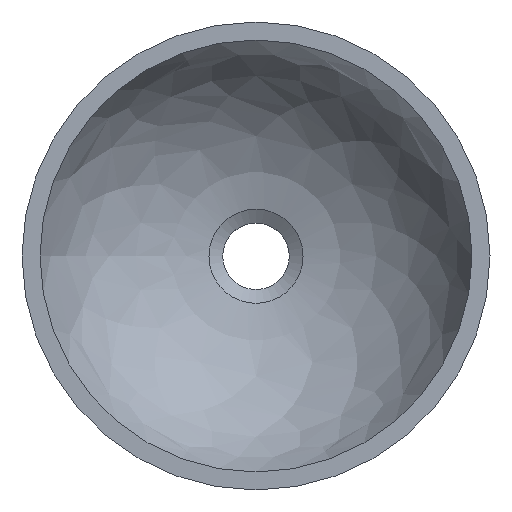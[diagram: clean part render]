
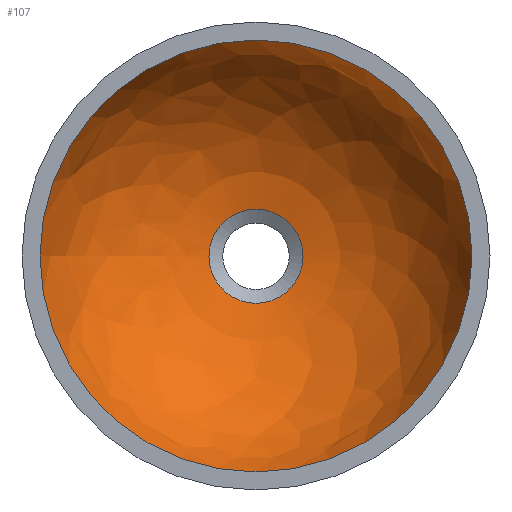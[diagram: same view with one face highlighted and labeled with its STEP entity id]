
A CAD part, top view. The second image highlights one B-rep face of the part: STEP entity #107.
In plain terms, the highlighted free-form (B-spline) face has degree [3, 3] with [4, 7] control points.
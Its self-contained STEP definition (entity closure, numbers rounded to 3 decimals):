
#107=ADVANCED_FACE('',(#117,#118),#113,.T.);
#113=(
BOUNDED_SURFACE()
B_SPLINE_SURFACE(3,3,((#251,#252,#253,#254,#255,#256,#257),(#258,#259,#260,
#261,#262,#263,#264),(#265,#266,#267,#268,#269,#270,#271),(#272,#273,#274,
#275,#276,#277,#278)),.UNSPECIFIED.,.F.,.T.,.F.)
B_SPLINE_SURFACE_WITH_KNOTS((4,4),(1,3,3,3,1),(0.,1.),(-0.5,0.,0.5,1.,1.5),
.UNSPECIFIED.)
GEOMETRIC_REPRESENTATION_ITEM()
RATIONAL_B_SPLINE_SURFACE(((1.,0.333,0.333,1.,0.333,
0.333,1.),(0.896,0.299,0.299,
0.896,0.299,0.299,0.896),
(0.896,0.299,0.299,0.896,
0.299,0.299,0.896),(1.,0.333,
0.333,1.,0.333,0.333,1.)))
REPRESENTATION_ITEM('')
SURFACE()
);
#117=FACE_BOUND('',#129,.T.);
#118=FACE_BOUND('',#130,.T.);
#129=EDGE_LOOP('',(#143));
#130=EDGE_LOOP('',(#144));
#143=ORIENTED_EDGE('',*,*,#163,.T.);
#144=ORIENTED_EDGE('',*,*,#162,.F.);
#155=VERTEX_POINT('',#247);
#156=VERTEX_POINT('',#250);
#162=EDGE_CURVE('',#155,#155,#169,.T.);
#163=EDGE_CURVE('',#156,#156,#170,.T.);
#169=CIRCLE('',#177,149.526);
#170=CIRCLE('',#179,32.578);
#177=AXIS2_PLACEMENT_3D('',#246,#193,#194);
#179=AXIS2_PLACEMENT_3D('',#249,#197,#198);
#193=DIRECTION('',(0.,0.,-1.));
#194=DIRECTION('',(-1.,0.,0.));
#197=DIRECTION('',(0.,0.,-1.));
#198=DIRECTION('',(1.,0.,0.));
#246=CARTESIAN_POINT('',(-112.438,20.188,0.));
#247=CARTESIAN_POINT('',(-261.964,20.188,0.));
#249=CARTESIAN_POINT('',(-112.438,20.188,-101.78));
#250=CARTESIAN_POINT('',(-79.86,20.188,-101.78));
#251=CARTESIAN_POINT('',(-261.964,20.188,0.));
#252=CARTESIAN_POINT('',(-261.964,319.241,0.));
#253=CARTESIAN_POINT('',(37.089,319.241,0.));
#254=CARTESIAN_POINT('',(37.089,20.188,0.));
#255=CARTESIAN_POINT('',(37.089,-278.864,0.));
#256=CARTESIAN_POINT('',(-261.964,-278.864,0.));
#257=CARTESIAN_POINT('',(-261.964,20.188,0.));
#258=CARTESIAN_POINT('',(-245.577,20.188,-55.313));
#259=CARTESIAN_POINT('',(-245.577,286.468,-55.313));
#260=CARTESIAN_POINT('',(20.702,286.468,-55.313));
#261=CARTESIAN_POINT('',(20.702,20.188,-55.313));
#262=CARTESIAN_POINT('',(20.702,-246.091,-55.313));
#263=CARTESIAN_POINT('',(-245.577,-246.091,-55.313));
#264=CARTESIAN_POINT('',(-245.577,20.188,-55.313));
#265=CARTESIAN_POINT('',(-202.061,20.188,-93.185));
#266=CARTESIAN_POINT('',(-202.061,199.435,-93.185));
#267=CARTESIAN_POINT('',(-22.814,199.435,-93.185));
#268=CARTESIAN_POINT('',(-22.814,20.188,-93.185));
#269=CARTESIAN_POINT('',(-22.814,-159.058,-93.185));
#270=CARTESIAN_POINT('',(-202.061,-159.058,-93.185));
#271=CARTESIAN_POINT('',(-202.061,20.188,-93.185));
#272=CARTESIAN_POINT('',(-145.016,20.188,-101.78));
#273=CARTESIAN_POINT('',(-145.016,85.345,-101.78));
#274=CARTESIAN_POINT('',(-79.86,85.345,-101.78));
#275=CARTESIAN_POINT('',(-79.86,20.188,-101.78));
#276=CARTESIAN_POINT('',(-79.86,-44.968,-101.78));
#277=CARTESIAN_POINT('',(-145.016,-44.968,-101.78));
#278=CARTESIAN_POINT('',(-145.016,20.188,-101.78));
